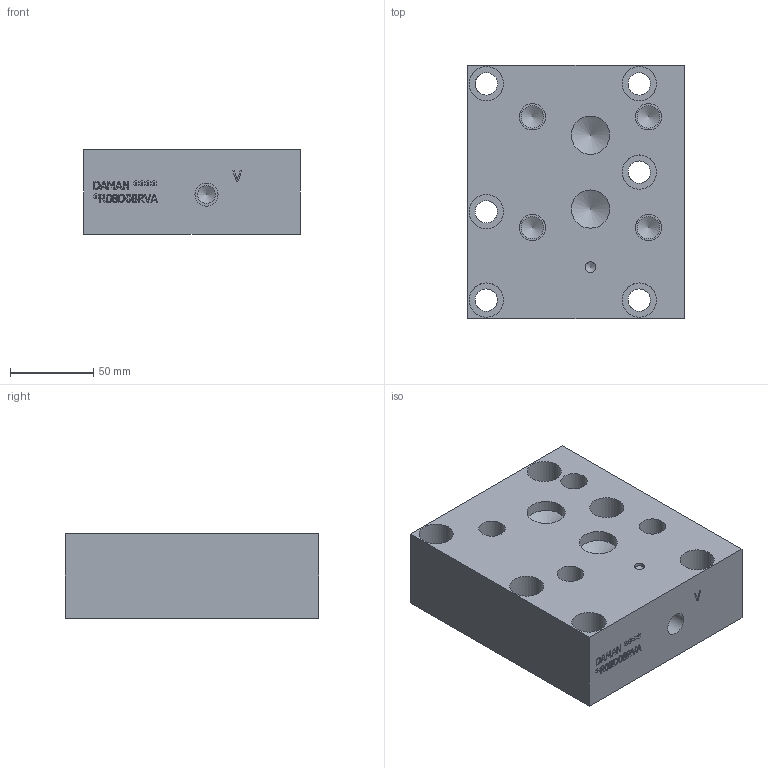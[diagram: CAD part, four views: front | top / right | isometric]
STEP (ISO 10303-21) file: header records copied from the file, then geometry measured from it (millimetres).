
FILE_DESCRIPTION(/* description */ (''),/* implementation_level */ '2;1');
FILE_NAME(/* name */ '_R08D08RVA.stp',/* time_stamp */ '2021-12-29T08:00:55-05:00',/* author */ ('jrf'),/* organization */ (''),/* preprocessor_version */ 'ST-DEVELOPER v18.1',/* originating_system */ 'Autodesk Inventor 2022',/* authorisation */ '');
FILE_SCHEMA (('AUTOMOTIVE_DESIGN { 1 0 10303 214 3 1 1 }'));
Length unit declared in the file: millimetre
Products named in the file (1): Part2
Bounding box: 130.18 x 152.4 x 50.8 mm (x, y, z)
Volume: 889271.6 mm3; surface area: 92407.2 mm2
Topology: 1 solids, 1 shells, 405 faces, 1047 edges, 694 vertices
Faces by surface type: plane 254, bspline 92, cylinder 41, cone 18
Full cylindrical faces by diameter (mm): 6.35 x3, 10.719 x1, 13.487 x4, 13.513 x6, 13.868 x1, 15.875 x4, 20.625 x6, 23.012 x4, 25.4 x2, 33.35 x4
Entity records: 13101 total; most frequent: CARTESIAN_POINT 3422, ORIENTED_EDGE 2070, DIRECTION 1559, EDGE_CURVE 1035, LINE 757, VECTOR 757, VERTEX_POINT 694, EDGE_LOOP 479
